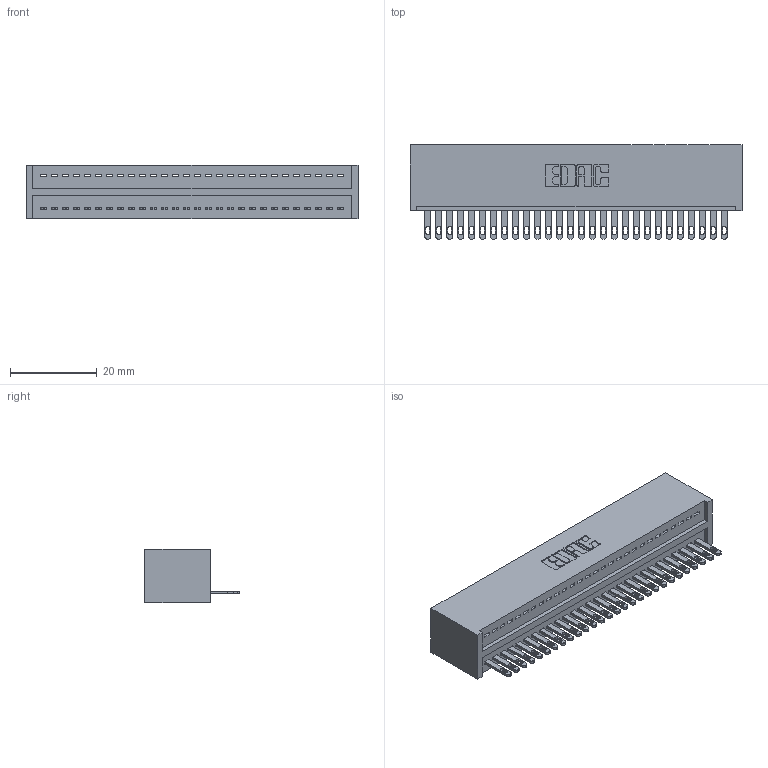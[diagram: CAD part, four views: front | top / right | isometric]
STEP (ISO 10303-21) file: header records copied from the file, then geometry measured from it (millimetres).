
FILE_DESCRIPTION (( 'STEP AP203' ), '1' );
FILE_NAME ('325-028-500-101.STEP', '2020-02-24T18:34:09', ( '' ), ( '' ), 'SwSTEP 2.0', 'SolidWorks 2016', '' );
FILE_SCHEMA (( 'CONFIG_CONTROL_DESIGN' ));
Length unit declared in the file: inch
Products named in the file (3): 325-292-001_325-293-100; 325 Part_Lugless; 325-028-500-101
Assembly tree (29 placements, depth 2):
  325-028-500-101
    325 Part_Lugless
    325-292-001_325-293-100  x28
Bounding box: 76.76 x 21.84 x 12.45 mm (x, y, z)
Volume: 10223.5 mm3; surface area: 11487.6 mm2
Topology: 29 solids, 29 shells, 1618 faces, 4991 edges, 3326 vertices
Faces by surface type: plane 1074, cylinder 544
Entity records: 18581 total; most frequent: CARTESIAN_POINT 3214, ORIENTED_EDGE 3178, DIRECTION 2733, EDGE_CURVE 1589, VECTOR 1465, LINE 1465, VERTEX_POINT 1058, AXIS2_PLACEMENT_3D 634
